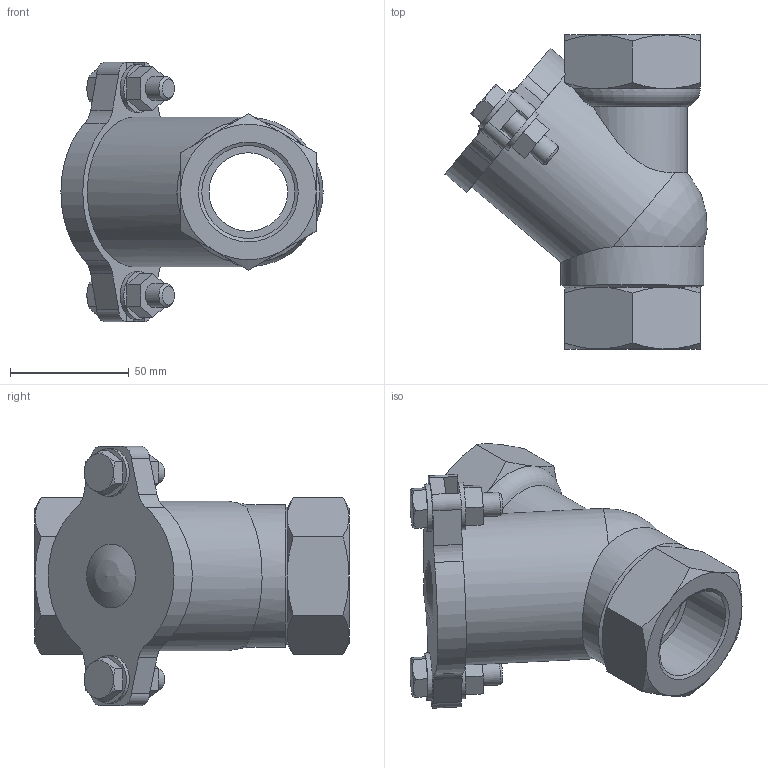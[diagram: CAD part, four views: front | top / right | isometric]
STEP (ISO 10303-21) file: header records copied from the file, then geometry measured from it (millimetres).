
FILE_DESCRIPTION(/* description */ ('STEP AP203'),/* implementation_level */ '2;1');
FILE_NAME(/* name */ 'socla_508_149B 3203',/* time_stamp */ '2023-04-04T14:38:58+02:00',/* author */ ('License CC BY-ND 4.0'),/* organization */ ('CADENAS'),/* preprocessor_version */ 'ST-DEVELOPER v19.3',/* originating_system */ 'PARTsolutions',/* authorisation */ ' ');
FILE_SCHEMA (('CONFIG_CONTROL_DESIGN'));
Length unit declared in the file: millimetre
Products named in the file (1): socla_508_149B 3203
Bounding box: 110.19 x 132 x 109 mm (x, y, z)
Volume: 344057.9 mm3; surface area: 61504.7 mm2
Topology: 1 solids, 1 shells, 140 faces, 337 edges, 209 vertices
Faces by surface type: plane 68, cone 41, cylinder 27, sphere 3, torus 1
Full cylindrical faces by diameter (mm): 10 x4, 20 x4, 33 x1, 34 x1, 39.1 x2, 60 x1
Entity records: 5018 total; most frequent: CARTESIAN_POINT 954, ORIENTED_EDGE 618, DIRECTION 616, EDGE_CURVE 309, AXIS2_PLACEMENT_3D 245, VERTEX_POINT 201, EDGE_LOOP 176, FACE_BOUND 176
